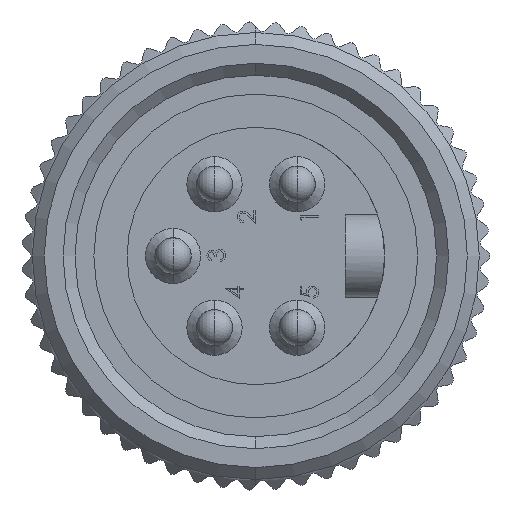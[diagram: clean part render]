
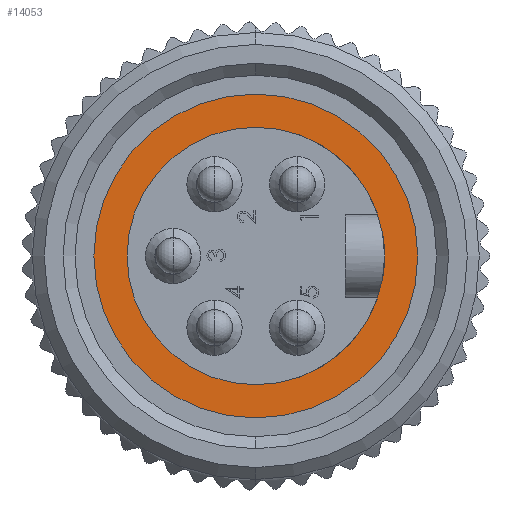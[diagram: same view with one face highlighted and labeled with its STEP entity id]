
A CAD part, left-side view. The second image highlights one B-rep face of the part: STEP entity #14053.
In plain terms, the highlighted planar face has unit normal (-1, 0, 0).
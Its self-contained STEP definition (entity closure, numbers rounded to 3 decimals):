
#1191 = VERTEX_POINT ( 'NONE', #5130 ) ;
#2655 = DIRECTION ( 'NONE',  ( 0., 0., 1. ) ) ;
#5033 = DIRECTION ( 'NONE',  ( -1., 0., 0. ) ) ;
#5130 = CARTESIAN_POINT ( 'NONE',  ( -32.195, 0., -8.94 ) ) ;
#8569 = FACE_OUTER_BOUND ( 'NONE', #21103, .T. ) ;
#9239 = DIRECTION ( 'NONE',  ( -1., 0., 0. ) ) ;
#9496 = DIRECTION ( 'NONE',  ( 0., 0., 1. ) ) ;
#10607 = ORIENTED_EDGE ( 'NONE', *, *, #14719, .F. ) ;
#10743 = FACE_BOUND ( 'NONE', #28796, .T. ) ;
#12526 = CIRCLE ( 'NONE', #16764, 8.94 ) ;
#12845 = PLANE ( 'NONE',  #40694 ) ;
#13637 = CIRCLE ( 'NONE', #28907, 8.94 ) ;
#14053 = ADVANCED_FACE ( 'NONE', ( #10743, #8569 ), #12845, .T. ) ;
#14719 = EDGE_CURVE ( 'NONE', #20919, #15328, #44357, .T. ) ;
#14763 = CARTESIAN_POINT ( 'NONE',  ( -32.195, 0., -7.11 ) ) ;
#15328 = VERTEX_POINT ( 'NONE', #14763 ) ;
#15726 = AXIS2_PLACEMENT_3D ( 'NONE', #18955, #43152, #22436 ) ;
#16129 = CARTESIAN_POINT ( 'NONE',  ( -32.195, 0., 8.94 ) ) ;
#16764 = AXIS2_PLACEMENT_3D ( 'NONE', #44307, #23596, #2655 ) ;
#18955 = CARTESIAN_POINT ( 'NONE',  ( -32.195, 0., 0. ) ) ;
#20919 = VERTEX_POINT ( 'NONE', #36609 ) ;
#21103 = EDGE_LOOP ( 'NONE', ( #39647, #41859 ) ) ;
#22004 = VERTEX_POINT ( 'NONE', #16129 ) ;
#22380 = ORIENTED_EDGE ( 'NONE', *, *, #24916, .F. ) ;
#22436 = DIRECTION ( 'NONE',  ( 0., 0., 1. ) ) ;
#23366 = CARTESIAN_POINT ( 'NONE',  ( -32.195, 0., 0. ) ) ;
#23596 = DIRECTION ( 'NONE',  ( -1., 0., 0. ) ) ;
#24031 = AXIS2_PLACEMENT_3D ( 'NONE', #25962, #5033, #29458 ) ;
#24916 = EDGE_CURVE ( 'NONE', #15328, #20919, #43490, .T. ) ;
#25962 = CARTESIAN_POINT ( 'NONE',  ( -32.195, 0., 0. ) ) ;
#28796 = EDGE_LOOP ( 'NONE', ( #10607, #22380 ) ) ;
#28907 = AXIS2_PLACEMENT_3D ( 'NONE', #30130, #9239, #33623 ) ;
#29458 = DIRECTION ( 'NONE',  ( 0., 0., 1. ) ) ;
#30130 = CARTESIAN_POINT ( 'NONE',  ( -32.195, 0., 0. ) ) ;
#30378 = DIRECTION ( 'NONE',  ( -1., 0., 0. ) ) ;
#33111 = EDGE_CURVE ( 'NONE', #1191, #22004, #13637, .T. ) ;
#33623 = DIRECTION ( 'NONE',  ( 0., 0., 1. ) ) ;
#36609 = CARTESIAN_POINT ( 'NONE',  ( -32.195, 0., 7.11 ) ) ;
#39647 = ORIENTED_EDGE ( 'NONE', *, *, #43387, .T. ) ;
#40694 = AXIS2_PLACEMENT_3D ( 'NONE', #23366, #30378, #9496 ) ;
#41859 = ORIENTED_EDGE ( 'NONE', *, *, #33111, .T. ) ;
#43152 = DIRECTION ( 'NONE',  ( -1., 0., 0. ) ) ;
#43387 = EDGE_CURVE ( 'NONE', #22004, #1191, #12526, .T. ) ;
#43490 = CIRCLE ( 'NONE', #24031, 7.11 ) ;
#44307 = CARTESIAN_POINT ( 'NONE',  ( -32.195, 0., 0. ) ) ;
#44357 = CIRCLE ( 'NONE', #15726, 7.11 ) ;
